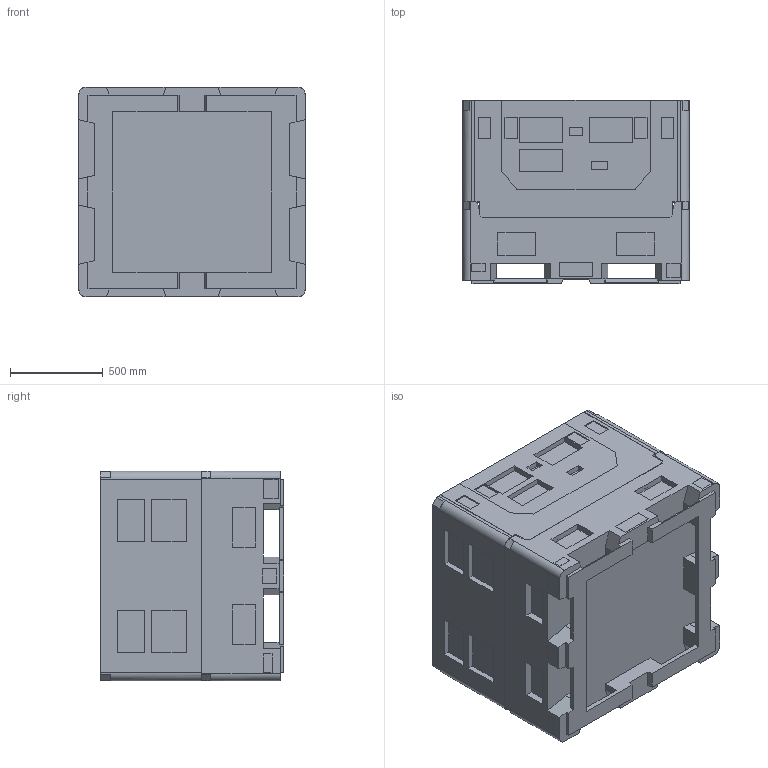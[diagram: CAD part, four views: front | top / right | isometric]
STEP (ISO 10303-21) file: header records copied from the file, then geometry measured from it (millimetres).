
FILE_DESCRIPTION((''),'2;1');
FILE_NAME('159296WSM_ASM','2025-06-20T15:15:03',('SYSTEM'),(''),'CREO PARAMETRIC BY PTC INC, 2023294','CREO PARAMETRIC BY PTC INC, 2023294','');
FILE_SCHEMA(('CONFIG_CONTROL_DESIGN'));
Length unit declared in the file: inch
Products named in the file (6): 139428SM; 139462SM; 139447SM; 159416SM; 160307SM; 159296WSM_ASM
Assembly tree (6 placements, depth 2):
  159296WSM_ASM
    139428SM
    139462SM
    139447SM
    159416SM
    160307SM  x2
Bounding box: 1219.2 x 990.09 x 1130.3 mm (x, y, z)
Volume: 217334956 mm3; surface area: 13157837 mm2
Topology: 6 solids, 6 shells, 591 faces, 1651 edges, 1102 vertices
Faces by surface type: plane 539, cylinder 52
Entity records: 17263 total; most frequent: CARTESIAN_POINT 3067, ORIENTED_EDGE 3012, DIRECTION 2723, EDGE_CURVE 1506, VECTOR 1403, LINE 1403, VERTEX_POINT 1004, AXIS2_PLACEMENT_3D 660
